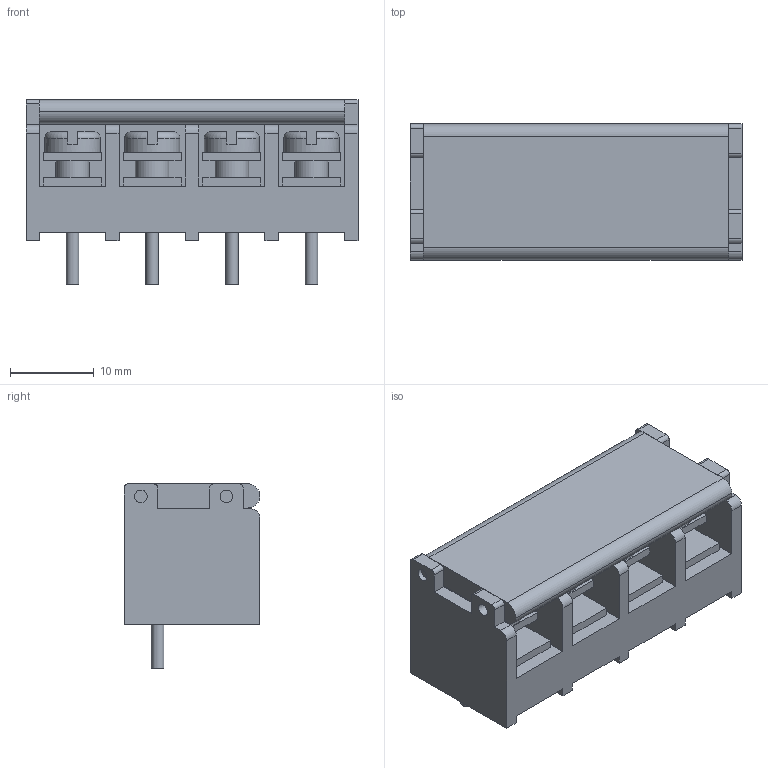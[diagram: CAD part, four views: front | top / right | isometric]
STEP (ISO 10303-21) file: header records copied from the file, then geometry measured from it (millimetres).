
FILE_DESCRIPTION( ( '' ), ' ' );
FILE_NAME( '5cc031dc7a1d12172263cb4b.step', '2019-04-24T09:52:30', ( '' ), ( '' ), ' ', ' ', ' ' );
FILE_SCHEMA( ( 'AUTOMOTIVE_DESIGN { 1 0 10303 214 1 1 1 1 }' ) );
Length unit declared in the file: metre
Products named in the file (6): cover; Part 5; Part 4; Part 3; contact 1; body
Bounding box: 39.6 x 16.2 x 22 mm (x, y, z)
Volume: 7587.8 mm3; surface area: 7134.1 mm2
Topology: 6 solids, 6 shells, 210 faces, 548 edges, 364 vertices
Faces by surface type: plane 163, cylinder 39, torus 8
Full cylindrical faces by diameter (mm): 1.5 x14, 4 x4, 6.6 x4
Entity records: 8074 total; most frequent: CARTESIAN_POINT 1202, ORIENTED_EDGE 1036, DIRECTION 1032, EDGE_CURVE 518, LINE 404, VECTOR 404, VERTEX_POINT 356, AXIS2_PLACEMENT_3D 314
